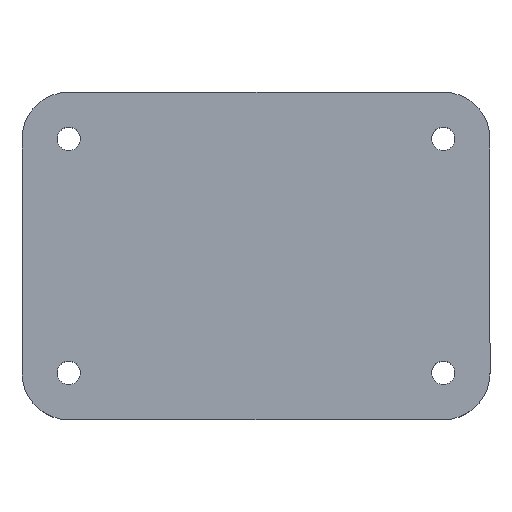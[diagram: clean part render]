
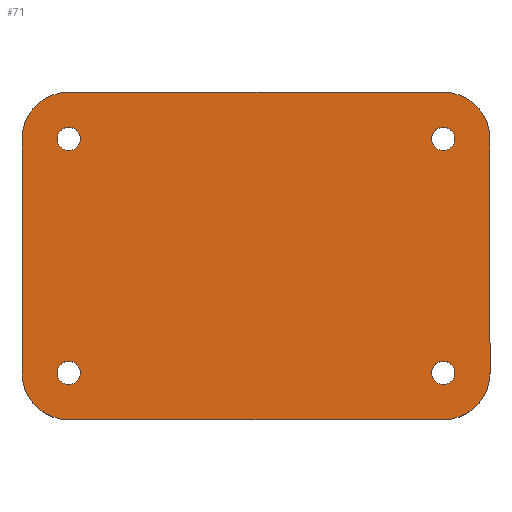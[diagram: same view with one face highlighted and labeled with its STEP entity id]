
A CAD part, top view. The second image highlights one B-rep face of the part: STEP entity #71.
In plain terms, the highlighted planar face has unit normal (0, 0, 1).
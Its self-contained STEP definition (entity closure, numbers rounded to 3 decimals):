
#2 = EDGE_CURVE ( 'NONE', #409, #497, #542, .T. ) ;
#4 = AXIS2_PLACEMENT_3D ( 'NONE', #170, #124, #337 ) ;
#5 = VERTEX_POINT ( 'NONE', #151 ) ;
#14 = CARTESIAN_POINT ( 'NONE',  ( 40., 35., 10. ) ) ;
#18 = DIRECTION ( 'NONE',  ( 0., 0., 1. ) ) ;
#24 = CARTESIAN_POINT ( 'NONE',  ( -40., -25., 10. ) ) ;
#27 = DIRECTION ( 'NONE',  ( 0., 0., 1. ) ) ;
#31 = DIRECTION ( 'NONE',  ( 0., 0., 1. ) ) ;
#38 = AXIS2_PLACEMENT_3D ( 'NONE', #538, #373, #74 ) ;
#39 = EDGE_LOOP ( 'NONE', ( #112, #463, #469, #210, #198, #269, #612, #272 ) ) ;
#40 = EDGE_LOOP ( 'NONE', ( #344, #534 ) ) ;
#51 = AXIS2_PLACEMENT_3D ( 'NONE', #617, #566, #361 ) ;
#54 = EDGE_CURVE ( 'NONE', #218, #5, #649, .T. ) ;
#63 = CARTESIAN_POINT ( 'NONE',  ( -40., -35., 10. ) ) ;
#64 = CIRCLE ( 'NONE', #443, 10. ) ;
#67 = CIRCLE ( 'NONE', #370, 2.5 ) ;
#71 = ADVANCED_FACE ( 'NONE', ( #662, #672, #200, #601, #305 ), #85, .T. ) ;
#74 = DIRECTION ( 'NONE',  ( 1., 0., 0. ) ) ;
#84 = VERTEX_POINT ( 'NONE', #308 ) ;
#85 = PLANE ( 'NONE',  #276 ) ;
#98 = VERTEX_POINT ( 'NONE', #145 ) ;
#104 = AXIS2_PLACEMENT_3D ( 'NONE', #482, #18, #228 ) ;
#105 = EDGE_CURVE ( 'NONE', #98, #84, #640, .T. ) ;
#109 = VERTEX_POINT ( 'NONE', #345 ) ;
#112 = ORIENTED_EDGE ( 'NONE', *, *, #633, .T. ) ;
#115 = VERTEX_POINT ( 'NONE', #150 ) ;
#124 = DIRECTION ( 'NONE',  ( 0., 0., 1. ) ) ;
#130 = CIRCLE ( 'NONE', #104, 2.5 ) ;
#131 = CARTESIAN_POINT ( 'NONE',  ( 37.5, 25., 10. ) ) ;
#134 = ORIENTED_EDGE ( 'NONE', *, *, #231, .F. ) ;
#141 = CARTESIAN_POINT ( 'NONE',  ( 40., 25., 10. ) ) ;
#142 = VERTEX_POINT ( 'NONE', #400 ) ;
#144 = EDGE_CURVE ( 'NONE', #349, #218, #586, .T. ) ;
#145 = CARTESIAN_POINT ( 'NONE',  ( 40., -35., 10. ) ) ;
#146 = AXIS2_PLACEMENT_3D ( 'NONE', #494, #31, #404 ) ;
#148 = ORIENTED_EDGE ( 'NONE', *, *, #153, .F. ) ;
#149 = DIRECTION ( 'NONE',  ( 1., 0., 0. ) ) ;
#150 = CARTESIAN_POINT ( 'NONE',  ( -42.5, -25., 10. ) ) ;
#151 = CARTESIAN_POINT ( 'NONE',  ( -50., -25., 10. ) ) ;
#153 = EDGE_CURVE ( 'NONE', #495, #418, #425, .T. ) ;
#158 = CIRCLE ( 'NONE', #38, 2.5 ) ;
#170 = CARTESIAN_POINT ( 'NONE',  ( 40., 25., 10. ) ) ;
#173 = CARTESIAN_POINT ( 'NONE',  ( -40., 35., 10. ) ) ;
#179 = CARTESIAN_POINT ( 'NONE',  ( -40., -35., 10. ) ) ;
#184 = DIRECTION ( 'NONE',  ( 0., 0., 1. ) ) ;
#185 = CIRCLE ( 'NONE', #568, 2.5 ) ;
#186 = ORIENTED_EDGE ( 'NONE', *, *, #615, .F. ) ;
#187 = EDGE_LOOP ( 'NONE', ( #134, #430 ) ) ;
#188 = CIRCLE ( 'NONE', #146, 2.5 ) ;
#192 = ORIENTED_EDGE ( 'NONE', *, *, #365, .F. ) ;
#198 = ORIENTED_EDGE ( 'NONE', *, *, #555, .T. ) ;
#200 = FACE_OUTER_BOUND ( 'NONE', #39, .T. ) ;
#205 = AXIS2_PLACEMENT_3D ( 'NONE', #403, #498, #564 ) ;
#210 = ORIENTED_EDGE ( 'NONE', *, *, #259, .T. ) ;
#214 = CIRCLE ( 'NONE', #588, 2.5 ) ;
#218 = VERTEX_POINT ( 'NONE', #341 ) ;
#220 = LINE ( 'NONE', #179, #653 ) ;
#227 = CARTESIAN_POINT ( 'NONE',  ( 42.5, -25., 10. ) ) ;
#228 = DIRECTION ( 'NONE',  ( -1., 0., 0. ) ) ;
#231 = EDGE_CURVE ( 'NONE', #142, #548, #67, .T. ) ;
#237 = CARTESIAN_POINT ( 'NONE',  ( 37.5, -25., 10. ) ) ;
#256 = DIRECTION ( 'NONE',  ( 0., 0., 1. ) ) ;
#259 = EDGE_CURVE ( 'NONE', #84, #600, #309, .T. ) ;
#261 = DIRECTION ( 'NONE',  ( 0., -1., 0. ) ) ;
#269 = ORIENTED_EDGE ( 'NONE', *, *, #531, .T. ) ;
#272 = ORIENTED_EDGE ( 'NONE', *, *, #54, .T. ) ;
#273 = EDGE_CURVE ( 'NONE', #548, #142, #188, .T. ) ;
#274 = DIRECTION ( 'NONE',  ( 1., 0., 0. ) ) ;
#276 = AXIS2_PLACEMENT_3D ( 'NONE', #411, #513, #459 ) ;
#290 = EDGE_LOOP ( 'NONE', ( #583, #192 ) ) ;
#292 = DIRECTION ( 'NONE',  ( 0., 1., 0. ) ) ;
#305 = FACE_BOUND ( 'NONE', #397, .T. ) ;
#308 = CARTESIAN_POINT ( 'NONE',  ( 50., -25., 10. ) ) ;
#309 = LINE ( 'NONE', #663, #379 ) ;
#312 = CARTESIAN_POINT ( 'NONE',  ( 40., 25., 10. ) ) ;
#334 = LINE ( 'NONE', #173, #364 ) ;
#337 = DIRECTION ( 'NONE',  ( -1., 0., 0. ) ) ;
#341 = CARTESIAN_POINT ( 'NONE',  ( -50., 25., 10. ) ) ;
#344 = ORIENTED_EDGE ( 'NONE', *, *, #565, .F. ) ;
#345 = CARTESIAN_POINT ( 'NONE',  ( -37.5, -25., 10. ) ) ;
#346 = CARTESIAN_POINT ( 'NONE',  ( -40., 25., 10. ) ) ;
#349 = VERTEX_POINT ( 'NONE', #387 ) ;
#354 = DIRECTION ( 'NONE',  ( -1., 0., 0. ) ) ;
#357 = CARTESIAN_POINT ( 'NONE',  ( -40., 25., 10. ) ) ;
#361 = DIRECTION ( 'NONE',  ( -1., 0., 0. ) ) ;
#364 = VECTOR ( 'NONE', #481, 1000. ) ;
#365 = EDGE_CURVE ( 'NONE', #497, #409, #130, .T. ) ;
#366 = CARTESIAN_POINT ( 'NONE',  ( 50., 25., 10. ) ) ;
#370 = AXIS2_PLACEMENT_3D ( 'NONE', #357, #450, #611 ) ;
#373 = DIRECTION ( 'NONE',  ( 0., 0., 1. ) ) ;
#379 = VECTOR ( 'NONE', #292, 1000. ) ;
#387 = CARTESIAN_POINT ( 'NONE',  ( -40., 35., 10. ) ) ;
#390 = AXIS2_PLACEMENT_3D ( 'NONE', #346, #184, #602 ) ;
#397 = EDGE_LOOP ( 'NONE', ( #186, #148 ) ) ;
#400 = CARTESIAN_POINT ( 'NONE',  ( -42.5, 25., 10. ) ) ;
#403 = CARTESIAN_POINT ( 'NONE',  ( 40., -25., 10. ) ) ;
#404 = DIRECTION ( 'NONE',  ( 1., 0., 0. ) ) ;
#409 = VERTEX_POINT ( 'NONE', #237 ) ;
#411 = CARTESIAN_POINT ( 'NONE',  ( -40., -25., 10. ) ) ;
#418 = VERTEX_POINT ( 'NONE', #131 ) ;
#425 = CIRCLE ( 'NONE', #515, 2.5 ) ;
#428 = VERTEX_POINT ( 'NONE', #63 ) ;
#429 = DIRECTION ( 'NONE',  ( 0., 0., 1. ) ) ;
#430 = ORIENTED_EDGE ( 'NONE', *, *, #273, .F. ) ;
#438 = EDGE_CURVE ( 'NONE', #109, #115, #214, .T. ) ;
#443 = AXIS2_PLACEMENT_3D ( 'NONE', #560, #256, #149 ) ;
#446 = CIRCLE ( 'NONE', #4, 10. ) ;
#450 = DIRECTION ( 'NONE',  ( 0., 0., 1. ) ) ;
#459 = DIRECTION ( 'NONE',  ( 1., 0., 0. ) ) ;
#462 = CARTESIAN_POINT ( 'NONE',  ( -50., 25., 10. ) ) ;
#463 = ORIENTED_EDGE ( 'NONE', *, *, #516, .T. ) ;
#469 = ORIENTED_EDGE ( 'NONE', *, *, #105, .T. ) ;
#476 = VECTOR ( 'NONE', #261, 1000. ) ;
#477 = DIRECTION ( 'NONE',  ( 1., 0., 0. ) ) ;
#481 = DIRECTION ( 'NONE',  ( -1., 0., 0. ) ) ;
#482 = CARTESIAN_POINT ( 'NONE',  ( 40., -25., 10. ) ) ;
#494 = CARTESIAN_POINT ( 'NONE',  ( -40., 25., 10. ) ) ;
#495 = VERTEX_POINT ( 'NONE', #587 ) ;
#497 = VERTEX_POINT ( 'NONE', #227 ) ;
#498 = DIRECTION ( 'NONE',  ( 0., 0., 1. ) ) ;
#513 = DIRECTION ( 'NONE',  ( 0., 0., 1. ) ) ;
#515 = AXIS2_PLACEMENT_3D ( 'NONE', #141, #27, #597 ) ;
#516 = EDGE_CURVE ( 'NONE', #428, #98, #220, .T. ) ;
#531 = EDGE_CURVE ( 'NONE', #569, #349, #334, .T. ) ;
#534 = ORIENTED_EDGE ( 'NONE', *, *, #438, .F. ) ;
#535 = CARTESIAN_POINT ( 'NONE',  ( -37.5, 25., 10. ) ) ;
#538 = CARTESIAN_POINT ( 'NONE',  ( -40., -25., 10. ) ) ;
#542 = CIRCLE ( 'NONE', #51, 2.5 ) ;
#548 = VERTEX_POINT ( 'NONE', #535 ) ;
#555 = EDGE_CURVE ( 'NONE', #600, #569, #446, .T. ) ;
#560 = CARTESIAN_POINT ( 'NONE',  ( -40., -25., 10. ) ) ;
#564 = DIRECTION ( 'NONE',  ( -1., 0., 0. ) ) ;
#565 = EDGE_CURVE ( 'NONE', #115, #109, #158, .T. ) ;
#566 = DIRECTION ( 'NONE',  ( 0., 0., 1. ) ) ;
#568 = AXIS2_PLACEMENT_3D ( 'NONE', #312, #609, #354 ) ;
#569 = VERTEX_POINT ( 'NONE', #14 ) ;
#583 = ORIENTED_EDGE ( 'NONE', *, *, #2, .F. ) ;
#586 = CIRCLE ( 'NONE', #390, 10. ) ;
#587 = CARTESIAN_POINT ( 'NONE',  ( 42.5, 25., 10. ) ) ;
#588 = AXIS2_PLACEMENT_3D ( 'NONE', #24, #429, #274 ) ;
#597 = DIRECTION ( 'NONE',  ( -1., 0., 0. ) ) ;
#600 = VERTEX_POINT ( 'NONE', #366 ) ;
#601 = FACE_BOUND ( 'NONE', #40, .T. ) ;
#602 = DIRECTION ( 'NONE',  ( 1., 0., 0. ) ) ;
#609 = DIRECTION ( 'NONE',  ( 0., 0., 1. ) ) ;
#611 = DIRECTION ( 'NONE',  ( 1., 0., 0. ) ) ;
#612 = ORIENTED_EDGE ( 'NONE', *, *, #144, .T. ) ;
#615 = EDGE_CURVE ( 'NONE', #418, #495, #185, .T. ) ;
#617 = CARTESIAN_POINT ( 'NONE',  ( 40., -25., 10. ) ) ;
#633 = EDGE_CURVE ( 'NONE', #5, #428, #64, .T. ) ;
#640 = CIRCLE ( 'NONE', #205, 10. ) ;
#649 = LINE ( 'NONE', #462, #476 ) ;
#653 = VECTOR ( 'NONE', #477, 1000. ) ;
#662 = FACE_BOUND ( 'NONE', #290, .T. ) ;
#663 = CARTESIAN_POINT ( 'NONE',  ( 50., 25., 10. ) ) ;
#672 = FACE_BOUND ( 'NONE', #187, .T. ) ;
